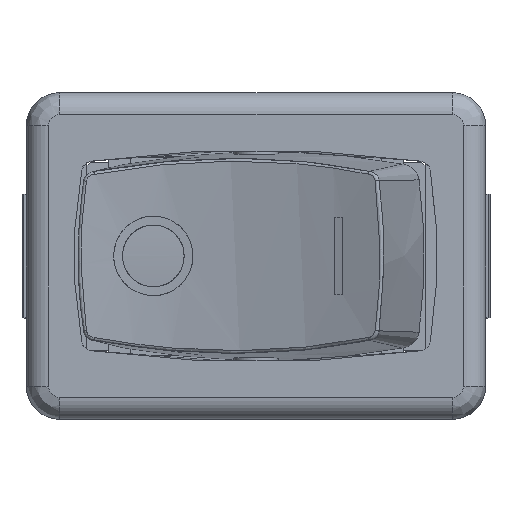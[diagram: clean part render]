
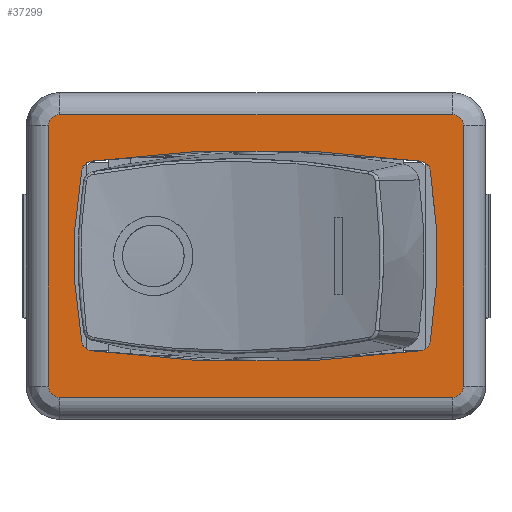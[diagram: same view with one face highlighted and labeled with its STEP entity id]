
A CAD part, top view. The second image highlights one B-rep face of the part: STEP entity #37299.
In plain terms, the highlighted planar face has unit normal (0, 0, 1).
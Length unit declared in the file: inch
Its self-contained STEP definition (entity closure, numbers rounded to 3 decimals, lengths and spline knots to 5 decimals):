
#28331=CARTESIAN_POINT('',(-0.29401,0.16911,0.62992));
#28332=VERTEX_POINT('',#28331);
#28339=CARTESIAN_POINT('',(-0.31071,0.15309,0.62992));
#28340=VERTEX_POINT('',#28339);
#28341=CARTESIAN_POINT('',(-0.29134,0.14961,0.62992));
#28342=DIRECTION('',(0.0,0.0,-1.0));
#28343=DIRECTION('',(0.136,-0.991,0.0));
#28344=AXIS2_PLACEMENT_3D('',#28341,#28342,#28343);
#28345=CIRCLE('',#28344,0.01969);
#28346=EDGE_CURVE('',#28340,#28332,#28345,.T.);
#28382=CARTESIAN_POINT('',(0.29401,0.16911,0.62992));
#28383=VERTEX_POINT('',#28382);
#28390=CARTESIAN_POINT('',(0.,-1.97619,0.62992));
#28391=DIRECTION('',(0.0,0.0,-1.0));
#28392=DIRECTION('',(-0.136,-0.991,0.0));
#28393=AXIS2_PLACEMENT_3D('',#28390,#28391,#28392);
#28394=CIRCLE('',#28393,2.16535);
#28395=EDGE_CURVE('',#28332,#28383,#28394,.T.);
#28558=CARTESIAN_POINT('',(0.31077,0.15275,0.62992));
#28559=VERTEX_POINT('',#28558);
#28566=CARTESIAN_POINT('',(0.29134,0.14961,0.62992));
#28567=DIRECTION('',(0.0,0.0,-1.0));
#28568=DIRECTION('',(-0.987,-0.16,0.0));
#28569=AXIS2_PLACEMENT_3D('',#28566,#28567,#28568);
#28570=CIRCLE('',#28569,0.01969);
#28571=EDGE_CURVE('',#28383,#28559,#28570,.T.);
#36621=CARTESIAN_POINT('',(-0.31071,-0.15309,0.62992));
#36622=VERTEX_POINT('',#36621);
#36623=CARTESIAN_POINT('',(0.54179,0.,0.62992));
#36624=DIRECTION('',(0.0,0.0,-1.0));
#36625=DIRECTION('',(0.984,-0.177,0.0));
#36626=AXIS2_PLACEMENT_3D('',#36623,#36624,#36625);
#36627=CIRCLE('',#36626,0.86614);
#36628=EDGE_CURVE('',#36622,#28340,#36627,.T.);
#36647=CARTESIAN_POINT('',(-0.29401,-0.16911,0.62992));
#36648=VERTEX_POINT('',#36647);
#36649=CARTESIAN_POINT('',(-0.29134,-0.14961,0.62992));
#36650=DIRECTION('',(0.0,0.0,-1.0));
#36651=DIRECTION('',(0.984,0.177,0.0));
#36652=AXIS2_PLACEMENT_3D('',#36649,#36650,#36651);
#36653=CIRCLE('',#36652,0.01969);
#36654=EDGE_CURVE('',#36648,#36622,#36653,.T.);
#36673=CARTESIAN_POINT('',(0.29401,-0.16911,0.62992));
#36674=VERTEX_POINT('',#36673);
#36675=CARTESIAN_POINT('',(0.,1.97619,0.62992));
#36676=DIRECTION('',(0.0,0.0,-1.0));
#36677=DIRECTION('',(0.136,0.991,0.0));
#36678=AXIS2_PLACEMENT_3D('',#36675,#36676,#36677);
#36679=CIRCLE('',#36678,2.16535);
#36680=EDGE_CURVE('',#36674,#36648,#36679,.T.);
#36707=CARTESIAN_POINT('',(0.31077,-0.15275,0.62992));
#36708=VERTEX_POINT('',#36707);
#36709=CARTESIAN_POINT('',(0.29134,-0.14961,0.62992));
#36710=DIRECTION('',(0.0,0.0,-1.0));
#36711=DIRECTION('',(-0.136,0.991,0.0));
#36712=AXIS2_PLACEMENT_3D('',#36709,#36710,#36711);
#36713=CIRCLE('',#36712,0.01969);
#36714=EDGE_CURVE('',#36708,#36674,#36713,.T.);
#36734=CARTESIAN_POINT('',(-0.63205,0.,0.62992));
#36735=DIRECTION('',(0.0,0.0,-1.0));
#36736=DIRECTION('',(-0.987,0.16,0.0));
#36737=AXIS2_PLACEMENT_3D('',#36734,#36735,#36736);
#36738=CIRCLE('',#36737,0.95512);
#36739=EDGE_CURVE('',#28559,#36708,#36738,.T.);
#36752=CARTESIAN_POINT('',(-0.37008,-0.23228,0.62992));
#36753=VERTEX_POINT('',#36752);
#36761=CARTESIAN_POINT('',(-0.37008,0.23228,0.62992));
#36762=VERTEX_POINT('',#36761);
#36763=CARTESIAN_POINT('',(-0.37008,-0.23228,0.62992));
#36764=DIRECTION('',(0.0,1.0,0.0));
#36765=VECTOR('',#36764,0.46457);
#36766=LINE('',#36763,#36765);
#36767=EDGE_CURVE('',#36753,#36762,#36766,.T.);
#36842=CARTESIAN_POINT('',(-0.35039,-0.25197,0.62992));
#36843=VERTEX_POINT('',#36842);
#36851=CARTESIAN_POINT('',(-0.35039,-0.23228,0.62992));
#36852=DIRECTION('',(0.0,0.0,-1.0));
#36853=DIRECTION('',(-0.707,-0.707,0.0));
#36854=AXIS2_PLACEMENT_3D('',#36851,#36852,#36853);
#36855=CIRCLE('',#36854,0.01969);
#36856=EDGE_CURVE('',#36843,#36753,#36855,.T.);
#36922=CARTESIAN_POINT('',(-0.35039,0.25197,0.62992));
#36923=VERTEX_POINT('',#36922);
#36941=CARTESIAN_POINT('',(-0.35039,0.23228,0.62992));
#36942=DIRECTION('',(0.0,0.0,-1.0));
#36943=DIRECTION('',(-0.707,0.707,0.0));
#36944=AXIS2_PLACEMENT_3D('',#36941,#36942,#36943);
#36945=CIRCLE('',#36944,0.01969);
#36946=EDGE_CURVE('',#36762,#36923,#36945,.T.);
#36958=CARTESIAN_POINT('',(0.35039,-0.25197,0.62992));
#36959=VERTEX_POINT('',#36958);
#36967=CARTESIAN_POINT('',(0.35039,-0.25197,0.62992));
#36968=DIRECTION('',(-1.0,0.0,0.0));
#36969=VECTOR('',#36968,0.70079);
#36970=LINE('',#36967,#36969);
#36971=EDGE_CURVE('',#36959,#36843,#36970,.T.);
#36988=CARTESIAN_POINT('',(0.35039,0.25197,0.62992));
#36989=VERTEX_POINT('',#36988);
#37006=CARTESIAN_POINT('',(-0.35039,0.25197,0.62992));
#37007=DIRECTION('',(1.0,0.0,0.0));
#37008=VECTOR('',#37007,0.70079);
#37009=LINE('',#37006,#37008);
#37010=EDGE_CURVE('',#36923,#36989,#37009,.T.);
#37070=CARTESIAN_POINT('',(0.37008,-0.23228,0.62992));
#37071=VERTEX_POINT('',#37070);
#37079=CARTESIAN_POINT('',(0.35039,-0.23228,0.62992));
#37080=DIRECTION('',(0.0,0.0,-1.0));
#37081=DIRECTION('',(0.707,-0.707,0.0));
#37082=AXIS2_PLACEMENT_3D('',#37079,#37080,#37081);
#37083=CIRCLE('',#37082,0.01969);
#37084=EDGE_CURVE('',#37071,#36959,#37083,.T.);
#37150=CARTESIAN_POINT('',(0.37008,0.23228,0.62992));
#37151=VERTEX_POINT('',#37150);
#37169=CARTESIAN_POINT('',(0.35039,0.23228,0.62992));
#37170=DIRECTION('',(0.0,0.0,-1.0));
#37171=DIRECTION('',(0.707,0.707,0.0));
#37172=AXIS2_PLACEMENT_3D('',#37169,#37170,#37171);
#37173=CIRCLE('',#37172,0.01969);
#37174=EDGE_CURVE('',#36989,#37151,#37173,.T.);
#37192=CARTESIAN_POINT('',(0.37008,0.23228,0.62992));
#37193=DIRECTION('',(0.0,-1.0,0.0));
#37194=VECTOR('',#37193,0.46457);
#37195=LINE('',#37192,#37194);
#37196=EDGE_CURVE('',#37151,#37071,#37195,.T.);
#37274=CARTESIAN_POINT('',(-0.40709,-0.27717,0.62992));
#37275=DIRECTION('',(0.0,0.0,1.0));
#37276=DIRECTION('',(1.0,0.0,0.0));
#37277=AXIS2_PLACEMENT_3D('',#37274,#37275,#37276);
#37278=PLANE('',#37277);
#37279=ORIENTED_EDGE('',*,*,#36767,.F.);
#37280=ORIENTED_EDGE('',*,*,#36856,.F.);
#37281=ORIENTED_EDGE('',*,*,#36971,.F.);
#37282=ORIENTED_EDGE('',*,*,#37084,.F.);
#37283=ORIENTED_EDGE('',*,*,#37196,.F.);
#37284=ORIENTED_EDGE('',*,*,#37174,.F.);
#37285=ORIENTED_EDGE('',*,*,#37010,.F.);
#37286=ORIENTED_EDGE('',*,*,#36946,.F.);
#37287=EDGE_LOOP('',(#37279,#37280,#37281,#37282,#37283,#37284,#37285,#37286));
#37288=FACE_OUTER_BOUND('',#37287,.T.);
#37289=ORIENTED_EDGE('',*,*,#28395,.T.);
#37290=ORIENTED_EDGE('',*,*,#28571,.T.);
#37291=ORIENTED_EDGE('',*,*,#36739,.T.);
#37292=ORIENTED_EDGE('',*,*,#36714,.T.);
#37293=ORIENTED_EDGE('',*,*,#36680,.T.);
#37294=ORIENTED_EDGE('',*,*,#36654,.T.);
#37295=ORIENTED_EDGE('',*,*,#36628,.T.);
#37296=ORIENTED_EDGE('',*,*,#28346,.T.);
#37297=EDGE_LOOP('',(#37289,#37290,#37291,#37292,#37293,#37294,#37295,#37296));
#37298=FACE_BOUND('',#37297,.T.);
#37299=ADVANCED_FACE('',(#37288,#37298),#37278,.T.);
